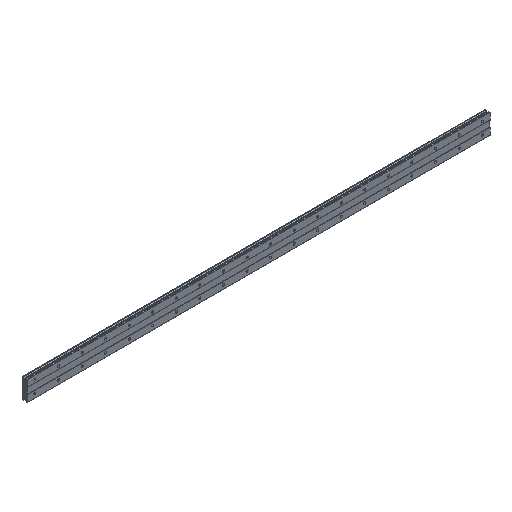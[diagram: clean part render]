
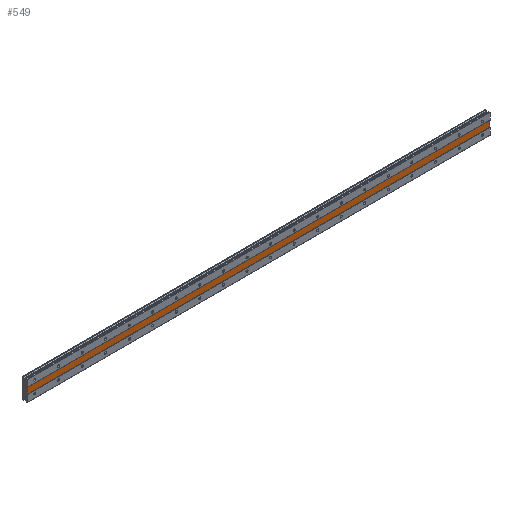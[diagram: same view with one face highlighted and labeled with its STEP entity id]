
A CAD part, isometric view. The second image highlights one B-rep face of the part: STEP entity #549.
In plain terms, the highlighted planar face has unit normal (0, -1, 0).
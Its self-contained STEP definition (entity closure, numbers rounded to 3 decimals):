
#61 = CARTESIAN_POINT ( 'NONE',  ( 1545., 1., -10. ) ) ;
#189 = CARTESIAN_POINT ( 'NONE',  ( 1545., 1., 10. ) ) ;
#449 = VECTOR ( 'NONE', #3794, 1000. ) ;
#525 = CARTESIAN_POINT ( 'NONE',  ( 1545., 1., -10. ) ) ;
#549 = ADVANCED_FACE ( 'NONE', ( #752 ), #6962, .F. ) ;
#752 = FACE_OUTER_BOUND ( 'NONE', #1537, .T. ) ;
#1017 = VECTOR ( 'NONE', #6771, 1000. ) ;
#1125 = ORIENTED_EDGE ( 'NONE', *, *, #4205, .F. ) ;
#1351 = CARTESIAN_POINT ( 'NONE',  ( 1545., 1., 34.482 ) ) ;
#1374 = DIRECTION ( 'NONE',  ( 0., 0., 1. ) ) ;
#1537 = EDGE_LOOP ( 'NONE', ( #3977, #1125, #6086, #2327 ) ) ;
#1710 = DIRECTION ( 'NONE',  ( 1., 0., 0. ) ) ;
#1932 = CARTESIAN_POINT ( 'NONE',  ( -25., 1., -10. ) ) ;
#2260 = EDGE_CURVE ( 'NONE', #5535, #6780, #3380, .T. ) ;
#2327 = ORIENTED_EDGE ( 'NONE', *, *, #6675, .T. ) ;
#2835 = DIRECTION ( 'NONE',  ( 1., 0., 0. ) ) ;
#2849 = LINE ( 'NONE', #3888, #3703 ) ;
#3140 = CARTESIAN_POINT ( 'NONE',  ( 1545., 1., 10. ) ) ;
#3380 = LINE ( 'NONE', #61, #6011 ) ;
#3703 = VECTOR ( 'NONE', #1710, 1000. ) ;
#3786 = VERTEX_POINT ( 'NONE', #4122 ) ;
#3794 = DIRECTION ( 'NONE',  ( 0., 0., -1. ) ) ;
#3888 = CARTESIAN_POINT ( 'NONE',  ( 1545., 1., 10. ) ) ;
#3977 = ORIENTED_EDGE ( 'NONE', *, *, #2260, .T. ) ;
#4064 = EDGE_CURVE ( 'NONE', #3786, #4820, #2849, .T. ) ;
#4122 = CARTESIAN_POINT ( 'NONE',  ( -25., 1., 10. ) ) ;
#4155 = LINE ( 'NONE', #1351, #1017 ) ;
#4172 = DIRECTION ( 'NONE',  ( 0., 1., 0. ) ) ;
#4205 = EDGE_CURVE ( 'NONE', #4820, #6780, #4155, .T. ) ;
#4820 = VERTEX_POINT ( 'NONE', #3140 ) ;
#4857 = LINE ( 'NONE', #5554, #449 ) ;
#5107 = AXIS2_PLACEMENT_3D ( 'NONE', #189, #4172, #1374 ) ;
#5535 = VERTEX_POINT ( 'NONE', #1932 ) ;
#5554 = CARTESIAN_POINT ( 'NONE',  ( -25., 1., 34.482 ) ) ;
#6011 = VECTOR ( 'NONE', #2835, 1000. ) ;
#6086 = ORIENTED_EDGE ( 'NONE', *, *, #4064, .F. ) ;
#6675 = EDGE_CURVE ( 'NONE', #3786, #5535, #4857, .T. ) ;
#6771 = DIRECTION ( 'NONE',  ( 0., 0., -1. ) ) ;
#6780 = VERTEX_POINT ( 'NONE', #525 ) ;
#6962 = PLANE ( 'NONE',  #5107 ) ;
